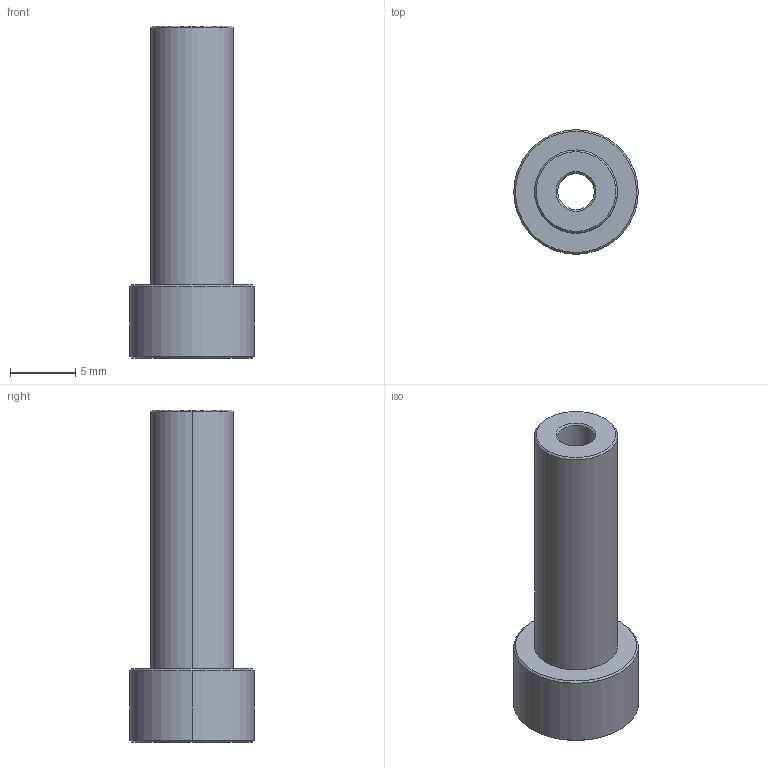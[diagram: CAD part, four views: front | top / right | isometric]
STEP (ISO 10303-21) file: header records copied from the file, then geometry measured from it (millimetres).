
FILE_DESCRIPTION((''),'2;1');
FILE_NAME('Servo Shaft.stp','2008-12-20T16:35:06',('Owner'),(''),'Autodesk Inventor (R) 6.0','Autodesk Inventor (R) 6.0','');
FILE_SCHEMA(('AUTOMOTIVE_DESIGN { 1 0 10303 214 1 1 1 1 }'));
Length unit declared in the file: inch
Products named in the file (1): Servo Shaft
Bounding box: 9.53 x 9.53 x 25.4 mm (x, y, z)
Volume: 811.9 mm3; surface area: 935.3 mm2
Topology: 1 solids, 1 shells, 22 faces, 44 edges, 26 vertices
Faces by surface type: cone 10, bspline 5, cylinder 4, plane 3
Entity records: 655 total; most frequent: CARTESIAN_POINT 164, DIRECTION 106, ORIENTED_EDGE 88, AXIS2_PLACEMENT_3D 44, EDGE_CURVE 44, VERTEX_POINT 26, CIRCLE 26, EDGE_LOOP 26
